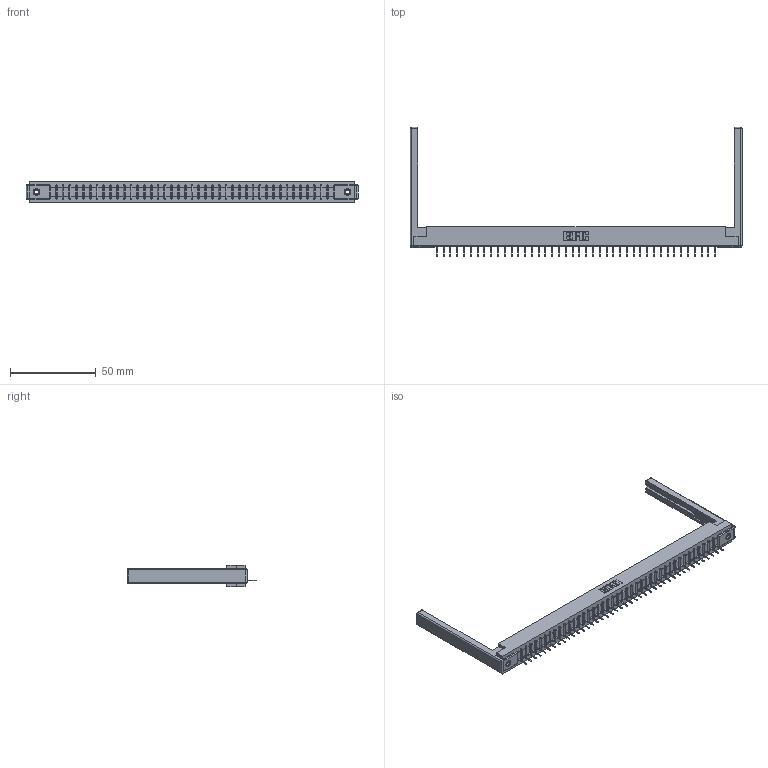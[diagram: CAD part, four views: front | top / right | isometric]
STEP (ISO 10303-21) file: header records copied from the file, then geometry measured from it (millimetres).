
FILE_DESCRIPTION (( 'STEP AP203' ), '1' );
FILE_NAME ('307-042-431-168.STEP', '2020-09-29T17:02:16', ( '' ), ( '' ), 'SwSTEP 2.0', 'SolidWorks 2020', '' );
FILE_SCHEMA (( 'CONFIG_CONTROL_DESIGN' ));
Length unit declared in the file: inch
Products named in the file (5): 307 Part_.156 Dia Mounting Holes; 307-042-431-168; 307-290-001_531; 307-220-068; 345-250-001_345-250-001-102
Assembly tree (47 placements, depth 2):
  307-042-431-168
    307 Part_.156 Dia Mounting Holes
    307-290-001_531  x42
    307-220-068  x2
    345-250-001_345-250-001-102  x2
Bounding box: 193.85 x 75.39 x 12.7 mm (x, y, z)
Volume: 24439.1 mm3; surface area: 24823.8 mm2
Topology: 47 solids, 47 shells, 2667 faces, 7517 edges, 4818 vertices
Faces by surface type: plane 1712, cylinder 845, sphere 94, cone 12, torus 4
Entity records: 38733 total; most frequent: CARTESIAN_POINT 6489, ORIENTED_EDGE 6464, DIRECTION 6328, EDGE_CURVE 3232, VECTOR 2478, LINE 2478, VERTEX_POINT 2086, AXIS2_PLACEMENT_3D 1925
